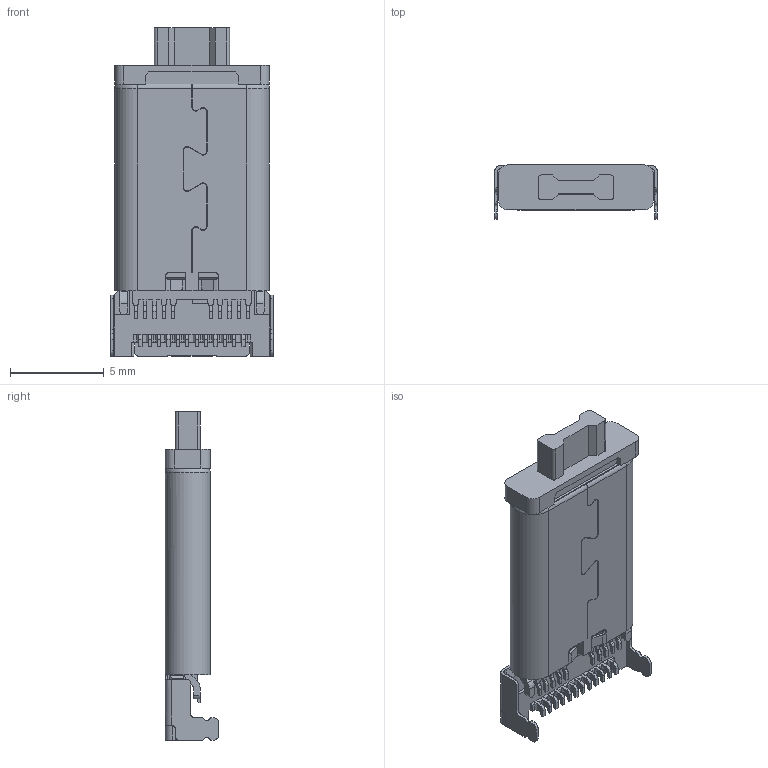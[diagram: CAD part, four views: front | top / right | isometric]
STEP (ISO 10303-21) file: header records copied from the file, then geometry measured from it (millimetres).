
FILE_DESCRIPTION((''),'2;1');
FILE_NAME('S-31896-0227X-001_ASM','2019-03-13T',('t00317'),(''),'PRO/ENGINEER BY PARAMETRIC TECHNOLOGY CORPORATION, 2013050','PRO/ENGINEER BY PARAMETRIC TECHNOLOGY CORPORATION, 2013050','');
FILE_SCHEMA(('CONFIG_CONTROL_DESIGN'));
Products named in the file (3): 1-2; CAP_1; S-31896-0227X-001_ASM
Assembly tree (2 placements, depth 2):
  S-31896-0227X-001_ASM
    1-2
    CAP_1
Bounding box: 8.69 x 2.86 x 17.5 mm (x, y, z)
Volume: 219.4 mm3; surface area: 1481.6 mm2
Topology: 2 solids, 5 shells, 3241 faces, 9883 edges, 6562 vertices
Faces by surface type: plane 2259, cylinder 938, cone 24, torus 12, bspline 8
Entity records: 110972 total; most frequent: CARTESIAN_POINT 20914, ORIENTED_EDGE 19530, DIRECTION 18044, EDGE_CURVE 9765, VECTOR 7654, LINE 7654, VERTEX_POINT 6438, AXIS2_PLACEMENT_3D 5195
